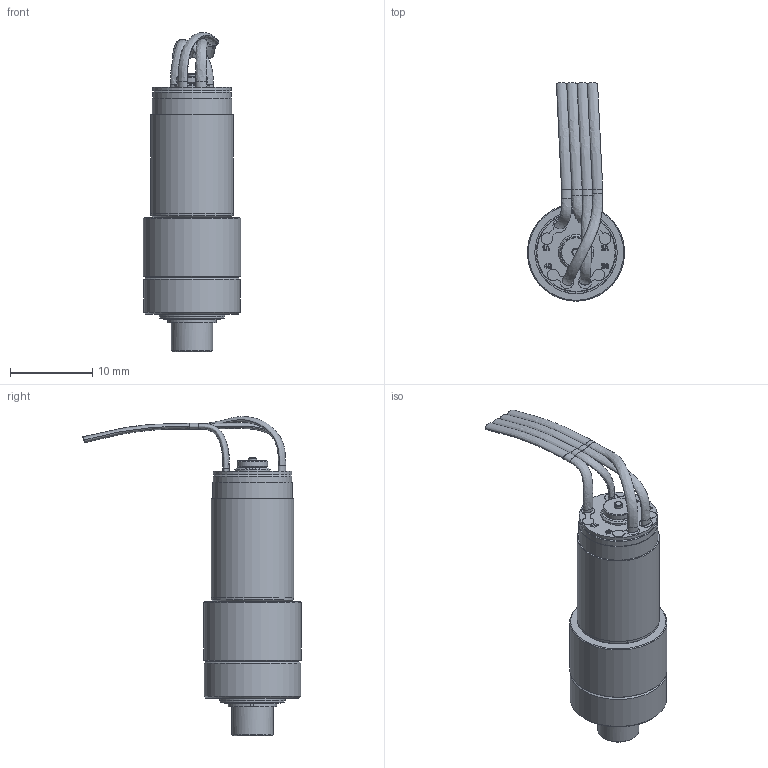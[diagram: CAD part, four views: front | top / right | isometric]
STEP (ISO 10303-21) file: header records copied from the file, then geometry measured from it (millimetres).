
FILE_DESCRIPTION(/* description */ (''),/* implementation_level */ '2;1');
FILE_NAME(/* name */ 'model_product_id49.stp',/* time_stamp */ '2016-07-21T13:05:34+02:00',/* author */ ('SD'),/* organization */ ('Micromotion GmbH Germany'),/* preprocessor_version */ 'ST-DEVELOPER v16.1',/* originating_system */ 'Autodesk Inventor 2016',/* authorisation */ '');
FILE_SCHEMA (('AUTOMOTIVE_DESIGN { 1 0 10303 214 3 1 1 }'));
Length unit declared in the file: millimetre
Products named in the file (1): MPG-10-40-S-SPM0029_Shrinkwrap_1
Bounding box: 11.8 x 26.46 x 38.72 mm (x, y, z)
Volume: 2677.7 mm3; surface area: 1636.6 mm2
Topology: 1 solids, 1 shells, 229 faces, 558 edges, 356 vertices
Faces by surface type: plane 118, bspline 52, cylinder 45, cone 11, torus 3
Full cylindrical faces by diameter (mm): 0.75 x4, 1 x2, 3.7 x1, 4.3 x1, 5 x1, 6.85 x1, 7.8 x1, 8 x1, 9.5 x2, 9.65 x1, 9.95 x1, 10 x1, 11.7 x1, 11.8 x1
Entity records: 9419 total; most frequent: CARTESIAN_POINT 3976, ORIENTED_EDGE 1054, DIRECTION 974, EDGE_CURVE 520, AXIS2_PLACEMENT_3D 356, VERTEX_POINT 350, EDGE_LOOP 299, LINE 262
